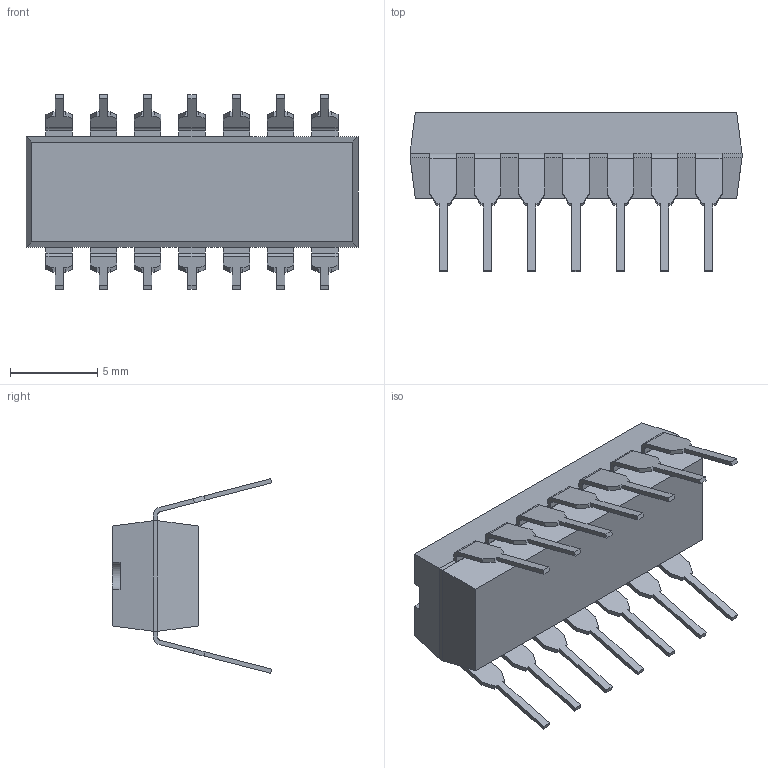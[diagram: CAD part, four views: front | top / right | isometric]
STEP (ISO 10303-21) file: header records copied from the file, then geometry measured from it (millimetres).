
FILE_DESCRIPTION (( 'STEP AP214' ), '1' );
FILE_NAME ('LM339N.STEP', '2020-07-05T05:25:26', ( '' ), ( '' ), 'SwSTEP 2.0', 'SolidWorks 2017', '' );
FILE_SCHEMA (( 'AUTOMOTIVE_DESIGN' ));
Length unit declared in the file: millimetre
Products named in the file (1): LM339N
Bounding box: 19.05 x 9.14 x 11.16 mm (x, y, z)
Volume: 585.5 mm3; surface area: 709.3 mm2
Topology: 15 solids, 15 shells, 242 faces, 628 edges, 416 vertices
Faces by surface type: plane 213, cylinder 29
Entity records: 7446 total; most frequent: CARTESIAN_POINT 1287, ORIENTED_EDGE 1256, DIRECTION 1172, EDGE_CURVE 628, LINE 570, VECTOR 570, VERTEX_POINT 416, AXIS2_PLACEMENT_3D 301
